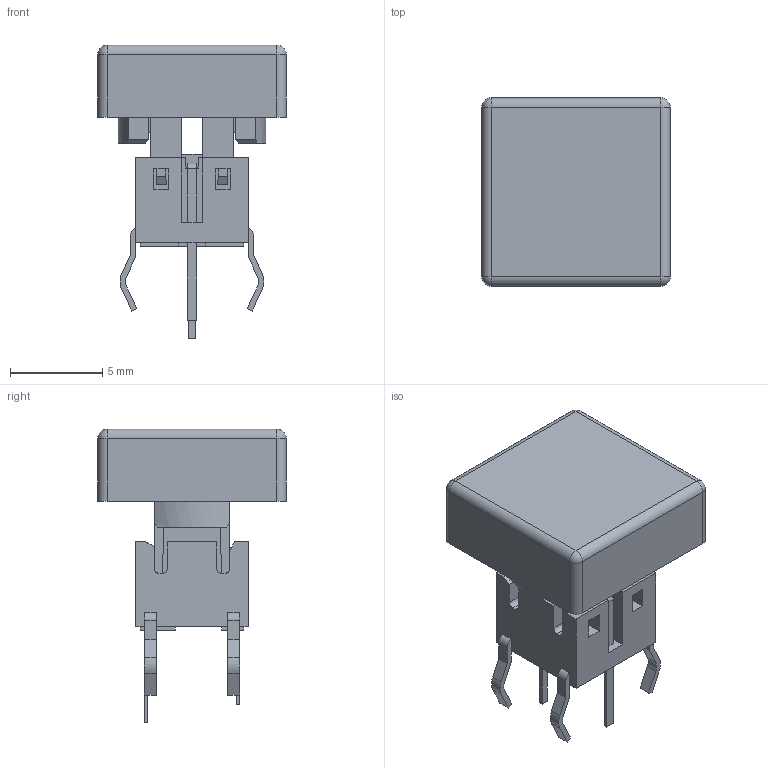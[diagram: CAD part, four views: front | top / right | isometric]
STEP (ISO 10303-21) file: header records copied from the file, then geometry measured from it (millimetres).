
FILE_DESCRIPTION(('FreeCAD Model'),'2;1');
FILE_NAME('Blake''s KiCad Library/kicad-packages3d/Button_Switch_BG/src\Part_cp.step', '2020-06-05T13:39:47',('kicad StepUp'),('ksu MCAD'), 'Open CASCADE STEP processor 7.3','FreeCAD','Unknown');
FILE_SCHEMA(('AUTOMOTIVE_DESIGN { 1 0 10303 214 1 1 1 1 }'));
Length unit declared in the file: millimetre
Products named in the file (1): Part_cp
Bounding box: 10.2 x 10.2 x 15.9 mm (x, y, z)
Volume: 519 mm3; surface area: 906.4 mm2
Topology: 2 solids, 2 shells, 315 faces, 880 edges, 568 vertices
Faces by surface type: plane 273, cylinder 34, sphere 4, cone 4
Entity records: 12183 total; most frequent: CARTESIAN_POINT 1794, ORIENTED_EDGE 1760, DIRECTION 1580, EDGE_CURVE 880, LINE 800, VECTOR 800, VERTEX_POINT 568, AXIS2_PLACEMENT_3D 390
